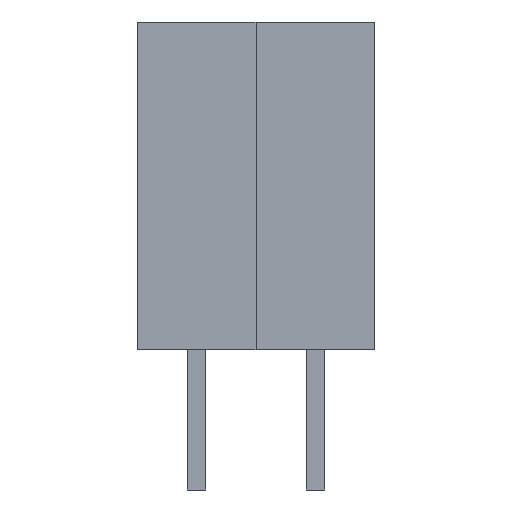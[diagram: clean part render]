
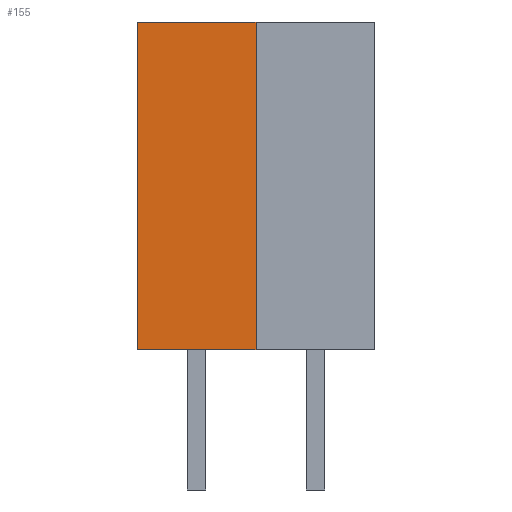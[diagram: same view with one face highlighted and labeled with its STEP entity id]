
A CAD part, front view. The second image highlights one B-rep face of the part: STEP entity #155.
In plain terms, the highlighted planar face has unit normal (0, -1, 0).
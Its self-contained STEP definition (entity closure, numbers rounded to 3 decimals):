
#13=DIRECTION('',(0.,0.,1.));
#14=DIRECTION('',(1.,0.,0.));
#131=EDGE_CURVE('',#132,#134,#136,.T.);
#132=VERTEX_POINT('',#133);
#133=CARTESIAN_POINT('',(-1.27,-1.271,0.));
#134=VERTEX_POINT('',#135);
#135=CARTESIAN_POINT('',(-1.27,-1.271,7.));
#136=LINE('',#133,#137);
#137=VECTOR('',#13,1.);
#144=DIRECTION('',(0.,1.,0.));
#155=ADVANCED_FACE('',(#156),#173,.F.);
#156=FACE_BOUND('',#157,.F.);
#157=EDGE_LOOP('',(#158,#164,#165,#170));
#158=ORIENTED_EDGE('',*,*,#159,.F.);
#159=EDGE_CURVE('',#132,#160,#162,.T.);
#160=VERTEX_POINT('',#161);
#161=CARTESIAN_POINT('',(1.27,-1.271,0.));
#162=LINE('',#133,#163);
#163=VECTOR('',#14,1.);
#164=ORIENTED_EDGE('',*,*,#131,.T.);
#165=ORIENTED_EDGE('',*,*,#166,.T.);
#166=EDGE_CURVE('',#134,#167,#169,.T.);
#167=VERTEX_POINT('',#168);
#168=CARTESIAN_POINT('',(1.27,-1.271,7.));
#169=LINE('',#135,#163);
#170=ORIENTED_EDGE('',*,*,#171,.F.);
#171=EDGE_CURVE('',#160,#167,#172,.T.);
#172=LINE('',#161,#137);
#173=PLANE('',#174);
#174=AXIS2_PLACEMENT_3D('',#133,#144,#13);
